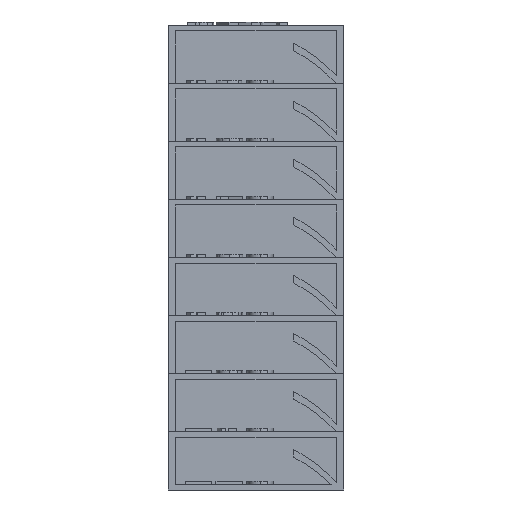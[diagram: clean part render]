
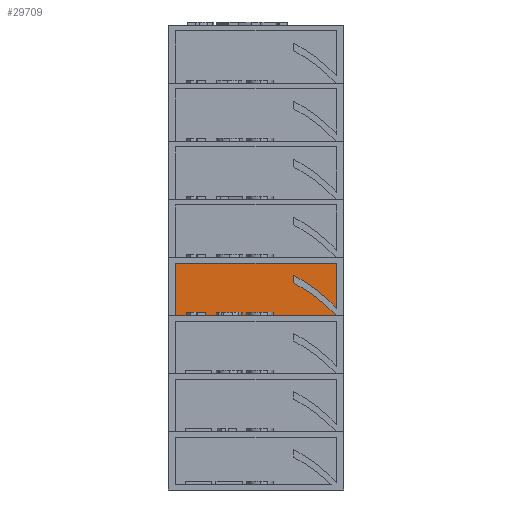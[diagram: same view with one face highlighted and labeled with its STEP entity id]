
A CAD part, front view. The second image highlights one B-rep face of the part: STEP entity #29709.
In plain terms, the highlighted planar face has unit normal (0, -1, 0).
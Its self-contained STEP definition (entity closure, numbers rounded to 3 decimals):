
#28766 = PLANE('',#28767);
#28767 = AXIS2_PLACEMENT_3D('',#28768,#28769,#28770);
#28768 = CARTESIAN_POINT('',(0.,2.331,29.7));
#28769 = DIRECTION('',(0.,0.,1.));
#28770 = DIRECTION('',(1.,0.,0.));
#28903 = VERTEX_POINT('',#28904);
#28904 = CARTESIAN_POINT('',(13.7,3.7,29.7));
#28918 = PLANE('',#28919);
#28919 = AXIS2_PLACEMENT_3D('',#28920,#28921,#28922);
#28920 = CARTESIAN_POINT('',(13.7,-5.,29.7));
#28921 = DIRECTION('',(-1.,0.,0.));
#28922 = DIRECTION('',(0.,1.,0.));
#28930 = EDGE_CURVE('',#28903,#28931,#28933,.T.);
#28931 = VERTEX_POINT('',#28932);
#28932 = CARTESIAN_POINT('',(-13.7,3.7,29.7));
#28933 = SURFACE_CURVE('',#28934,(#28938,#28945),.PCURVE_S1.);
#28934 = LINE('',#28935,#28936);
#28935 = CARTESIAN_POINT('',(13.7,3.7,29.7));
#28936 = VECTOR('',#28937,1.);
#28937 = DIRECTION('',(-1.,0.,0.));
#28938 = PCURVE('',#28766,#28939);
#28939 = DEFINITIONAL_REPRESENTATION('',(#28940),#28944);
#28940 = LINE('',#28941,#28942);
#28941 = CARTESIAN_POINT('',(13.7,1.369));
#28942 = VECTOR('',#28943,1.);
#28943 = DIRECTION('',(-1.,0.));
#28944 = ( GEOMETRIC_REPRESENTATION_CONTEXT(2) 
PARAMETRIC_REPRESENTATION_CONTEXT() REPRESENTATION_CONTEXT('2D SPACE',''
  ) );
#28945 = PCURVE('',#28946,#28951);
#28946 = PLANE('',#28947);
#28947 = AXIS2_PLACEMENT_3D('',#28948,#28949,#28950);
#28948 = CARTESIAN_POINT('',(13.7,3.7,29.7));
#28949 = DIRECTION('',(0.,-1.,0.));
#28950 = DIRECTION('',(-1.,0.,0.));
#28951 = DEFINITIONAL_REPRESENTATION('',(#28952),#28956);
#28952 = LINE('',#28953,#28954);
#28953 = CARTESIAN_POINT('',(0.,-0.));
#28954 = VECTOR('',#28955,1.);
#28955 = DIRECTION('',(1.,0.));
#28956 = ( GEOMETRIC_REPRESENTATION_CONTEXT(2) 
PARAMETRIC_REPRESENTATION_CONTEXT() REPRESENTATION_CONTEXT('2D SPACE',''
  ) );
#28974 = PLANE('',#28975);
#28975 = AXIS2_PLACEMENT_3D('',#28976,#28977,#28978);
#28976 = CARTESIAN_POINT('',(-13.7,3.7,29.7));
#28977 = DIRECTION('',(1.,0.,0.));
#28978 = DIRECTION('',(0.,-1.,0.));
#29259 = PLANE('',#29260);
#29260 = AXIS2_PLACEMENT_3D('',#29261,#29262,#29263);
#29261 = CARTESIAN_POINT('',(0.,0.,38.7));
#29262 = DIRECTION('',(0.,0.,1.));
#29263 = DIRECTION('',(1.,0.,0.));
#29666 = VERTEX_POINT('',#29667);
#29667 = CARTESIAN_POINT('',(13.7,3.7,38.7));
#29688 = EDGE_CURVE('',#28903,#29666,#29689,.T.);
#29689 = SURFACE_CURVE('',#29690,(#29694,#29701),.PCURVE_S1.);
#29690 = LINE('',#29691,#29692);
#29691 = CARTESIAN_POINT('',(13.7,3.7,29.7));
#29692 = VECTOR('',#29693,1.);
#29693 = DIRECTION('',(0.,0.,1.));
#29694 = PCURVE('',#28918,#29695);
#29695 = DEFINITIONAL_REPRESENTATION('',(#29696),#29700);
#29696 = LINE('',#29697,#29698);
#29697 = CARTESIAN_POINT('',(8.7,0.));
#29698 = VECTOR('',#29699,1.);
#29699 = DIRECTION('',(0.,-1.));
#29700 = ( GEOMETRIC_REPRESENTATION_CONTEXT(2) 
PARAMETRIC_REPRESENTATION_CONTEXT() REPRESENTATION_CONTEXT('2D SPACE',''
  ) );
#29701 = PCURVE('',#28946,#29702);
#29702 = DEFINITIONAL_REPRESENTATION('',(#29703),#29707);
#29703 = LINE('',#29704,#29705);
#29704 = CARTESIAN_POINT('',(0.,-0.));
#29705 = VECTOR('',#29706,1.);
#29706 = DIRECTION('',(0.,-1.));
#29707 = ( GEOMETRIC_REPRESENTATION_CONTEXT(2) 
PARAMETRIC_REPRESENTATION_CONTEXT() REPRESENTATION_CONTEXT('2D SPACE',''
  ) );
#29709 = ADVANCED_FACE('',(#29710),#28946,.T.);
#29710 = FACE_BOUND('',#29711,.T.);
#29711 = EDGE_LOOP('',(#29712,#29713,#29714,#29737));
#29712 = ORIENTED_EDGE('',*,*,#28930,.F.);
#29713 = ORIENTED_EDGE('',*,*,#29688,.T.);
#29714 = ORIENTED_EDGE('',*,*,#29715,.T.);
#29715 = EDGE_CURVE('',#29666,#29716,#29718,.T.);
#29716 = VERTEX_POINT('',#29717);
#29717 = CARTESIAN_POINT('',(-13.7,3.7,38.7));
#29718 = SURFACE_CURVE('',#29719,(#29723,#29730),.PCURVE_S1.);
#29719 = LINE('',#29720,#29721);
#29720 = CARTESIAN_POINT('',(6.85,3.7,38.7));
#29721 = VECTOR('',#29722,1.);
#29722 = DIRECTION('',(-1.,0.,0.));
#29723 = PCURVE('',#28946,#29724);
#29724 = DEFINITIONAL_REPRESENTATION('',(#29725),#29729);
#29725 = LINE('',#29726,#29727);
#29726 = CARTESIAN_POINT('',(6.85,-9.));
#29727 = VECTOR('',#29728,1.);
#29728 = DIRECTION('',(1.,0.));
#29729 = ( GEOMETRIC_REPRESENTATION_CONTEXT(2) 
PARAMETRIC_REPRESENTATION_CONTEXT() REPRESENTATION_CONTEXT('2D SPACE',''
  ) );
#29730 = PCURVE('',#29259,#29731);
#29731 = DEFINITIONAL_REPRESENTATION('',(#29732),#29736);
#29732 = LINE('',#29733,#29734);
#29733 = CARTESIAN_POINT('',(6.85,3.7));
#29734 = VECTOR('',#29735,1.);
#29735 = DIRECTION('',(-1.,0.));
#29736 = ( GEOMETRIC_REPRESENTATION_CONTEXT(2) 
PARAMETRIC_REPRESENTATION_CONTEXT() REPRESENTATION_CONTEXT('2D SPACE',''
  ) );
#29737 = ORIENTED_EDGE('',*,*,#29738,.F.);
#29738 = EDGE_CURVE('',#28931,#29716,#29739,.T.);
#29739 = SURFACE_CURVE('',#29740,(#29744,#29751),.PCURVE_S1.);
#29740 = LINE('',#29741,#29742);
#29741 = CARTESIAN_POINT('',(-13.7,3.7,29.7));
#29742 = VECTOR('',#29743,1.);
#29743 = DIRECTION('',(0.,0.,1.));
#29744 = PCURVE('',#28946,#29745);
#29745 = DEFINITIONAL_REPRESENTATION('',(#29746),#29750);
#29746 = LINE('',#29747,#29748);
#29747 = CARTESIAN_POINT('',(27.4,0.));
#29748 = VECTOR('',#29749,1.);
#29749 = DIRECTION('',(0.,-1.));
#29750 = ( GEOMETRIC_REPRESENTATION_CONTEXT(2) 
PARAMETRIC_REPRESENTATION_CONTEXT() REPRESENTATION_CONTEXT('2D SPACE',''
  ) );
#29751 = PCURVE('',#28974,#29752);
#29752 = DEFINITIONAL_REPRESENTATION('',(#29753),#29757);
#29753 = LINE('',#29754,#29755);
#29754 = CARTESIAN_POINT('',(0.,0.));
#29755 = VECTOR('',#29756,1.);
#29756 = DIRECTION('',(0.,-1.));
#29757 = ( GEOMETRIC_REPRESENTATION_CONTEXT(2) 
PARAMETRIC_REPRESENTATION_CONTEXT() REPRESENTATION_CONTEXT('2D SPACE',''
  ) );
